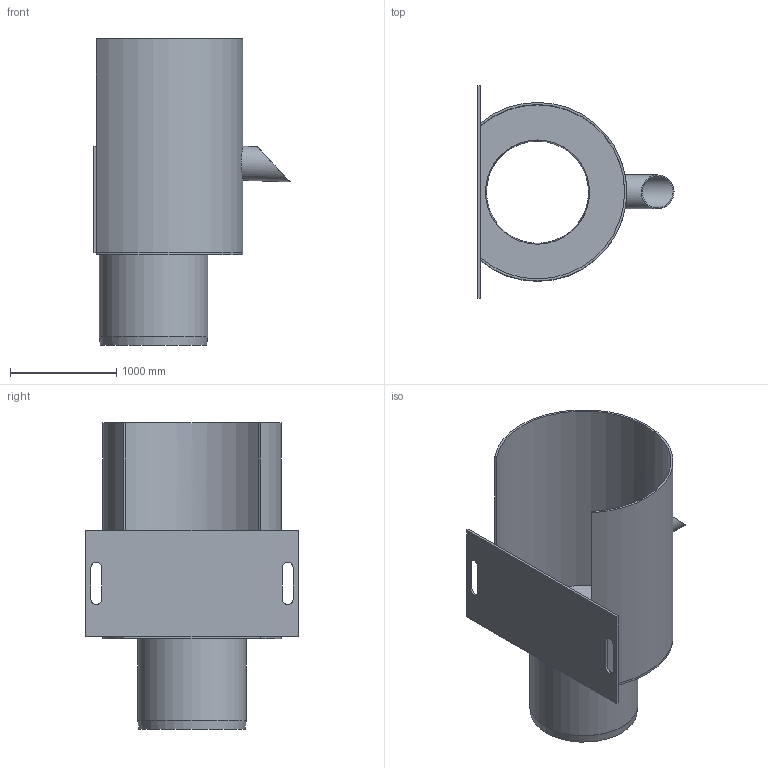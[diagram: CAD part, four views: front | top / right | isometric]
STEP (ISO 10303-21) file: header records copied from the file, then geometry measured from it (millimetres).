
FILE_DESCRIPTION(/* description */ (''),/* implementation_level */ '2;1');
FILE_NAME(/* name */ '43793.100X_3D.stp',/* time_stamp */ '2026-02-19T08:26:10+01:00',/* author */ ('c.rudolph'),/* organization */ (''),/* preprocessor_version */ 'ST-DEVELOPER v20.1',/* originating_system */ 'AutoCAD Mechanical',/* authorisation */ '');
FILE_SCHEMA (('AUTOMOTIVE_DESIGN { 1 0 10303 214 3 1 1 }'));
Length unit declared in the file: centimetre
Products named in the file (2): Product; *S0
Assembly tree (1 placements, depth 2):
  Product
    *S0
Bounding box: 1844.12 x 2000 x 2880 mm (x, y, z)
Volume: 268579096.2 mm3; surface area: 27865688.3 mm2
Topology: 5 solids, 5 shells, 38 faces, 92 edges, 66 vertices
Faces by surface type: plane 19, cylinder 14, cone 3, torus 2
Full cylindrical faces by diameter (mm): 300 x2, 320 x1, 980 x2, 1020 x1
Entity records: 1454 total; most frequent: CARTESIAN_POINT 463, DIRECTION 198, ORIENTED_EDGE 178, EDGE_CURVE 89, AXIS2_PLACEMENT_3D 73, VERTEX_POINT 60, LINE 52, VECTOR 52
